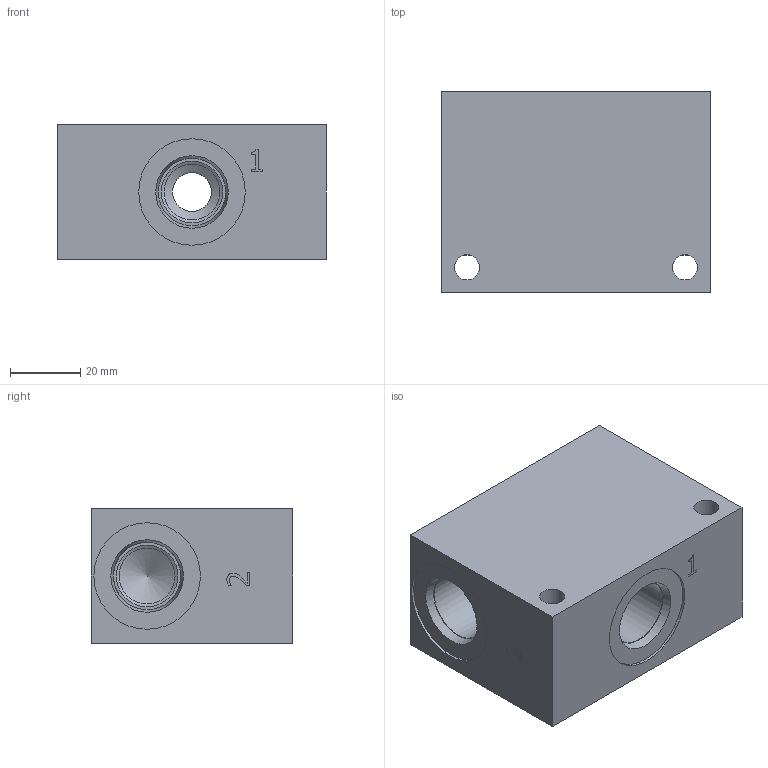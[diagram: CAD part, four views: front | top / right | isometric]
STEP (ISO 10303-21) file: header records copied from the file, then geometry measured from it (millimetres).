
FILE_DESCRIPTION(/* description */ (''),/* implementation_level */ '2;1');
FILE_NAME(/* name */ '_C082CB8S.stp',/* time_stamp */ '2021-12-10T07:49:47-05:00',/* author */ ('dominicc'),/* organization */ (''),/* preprocessor_version */ 'ST-DEVELOPER v18.1',/* originating_system */ 'Autodesk Inventor 2022',/* authorisation */ '');
FILE_SCHEMA (('AUTOMOTIVE_DESIGN { 1 0 10303 214 3 1 1 }'));
Length unit declared in the file: millimetre
Products named in the file (1): Part_AC082CB8S.C13318R0_3D
Bounding box: 76.2 x 57.15 x 38.1 mm (x, y, z)
Volume: 142020.8 mm3; surface area: 24522.7 mm2
Topology: 1 solids, 1 shells, 391 faces, 1039 edges, 686 vertices
Faces by surface type: plane 217, bspline 143, cylinder 18, cone 13
Full cylindrical faces by diameter (mm): 7.137 x2, 11.125 x1, 12.73 x1, 15.875 x2, 17.424 x1, 17.501 x2, 19.05 x3, 19.21 x1, 19.253 x2, 30.18 x1, 30.251 x2
Entity records: 13143 total; most frequent: CARTESIAN_POINT 3975, ORIENTED_EDGE 2076, DIRECTION 1291, EDGE_CURVE 1038, LINE 711, VECTOR 711, VERTEX_POINT 686, EDGE_LOOP 434
